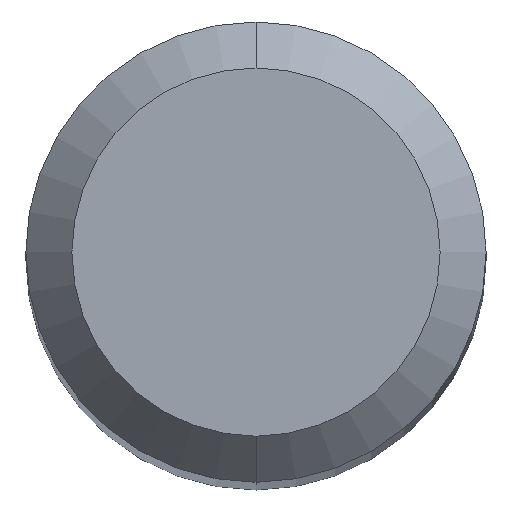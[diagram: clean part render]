
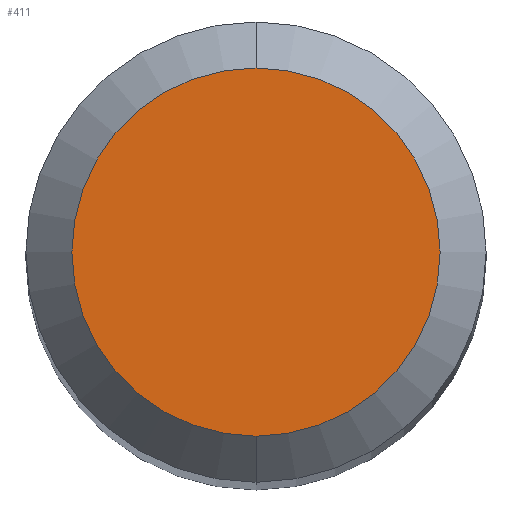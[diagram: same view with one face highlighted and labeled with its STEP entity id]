
A CAD part, top view. The second image highlights one B-rep face of the part: STEP entity #411.
In plain terms, the highlighted planar face has unit normal (0, 0, 1).
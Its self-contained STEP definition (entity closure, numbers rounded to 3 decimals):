
#203=EDGE_CURVE('',#233,#463,#512,.T.);
#233=VERTEX_POINT('',#544);
#275=EDGE_CURVE('',#463,#233,#587,.T.);
#411=ADVANCED_FACE('',(#742),#743,.T.);
#463=VERTEX_POINT('',#800);
#512=CIRCLE('',#856,1.2);
#544=CARTESIAN_POINT('',(0.,-1.2,0.0));
#587=CIRCLE('',#1026,1.2);
#742=FACE_OUTER_BOUND('',#1340,.T.);
#743=PLANE('',#1341);
#800=CARTESIAN_POINT('',(0.0,1.2,0.0));
#856=AXIS2_PLACEMENT_3D('',#1477,#1478,#1479);
#1026=AXIS2_PLACEMENT_3D('',#1524,#1525,#1526);
#1340=EDGE_LOOP('',(#1745,#1746));
#1341=AXIS2_PLACEMENT_3D('',#1747,#1748,#1749);
#1477=CARTESIAN_POINT('',(0.0,0.0,0.0));
#1478=DIRECTION('',(0.0,0.0,-1.0));
#1479=DIRECTION('',(0.0,1.0,0.0));
#1524=CARTESIAN_POINT('',(0.0,0.0,0.0));
#1525=DIRECTION('',(0.0,0.0,-1.0));
#1526=DIRECTION('',(0.0,1.0,0.0));
#1745=ORIENTED_EDGE('',*,*,#275,.F.);
#1746=ORIENTED_EDGE('',*,*,#203,.F.);
#1747=CARTESIAN_POINT('',(0.0,0.6,0.0));
#1748=DIRECTION('',(-0.0,0.0,1.0));
#1749=DIRECTION('',(0.0,-1.0,0.0));
